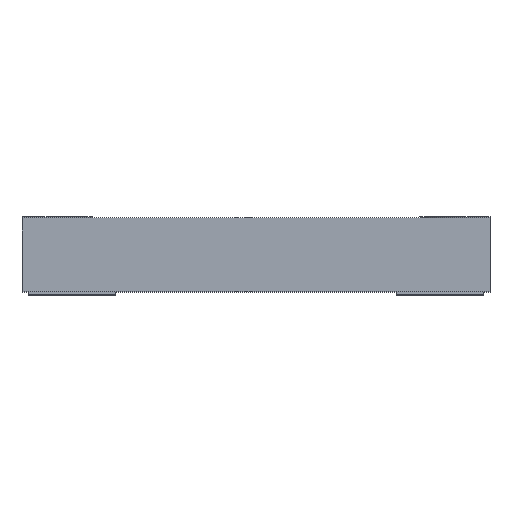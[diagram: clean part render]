
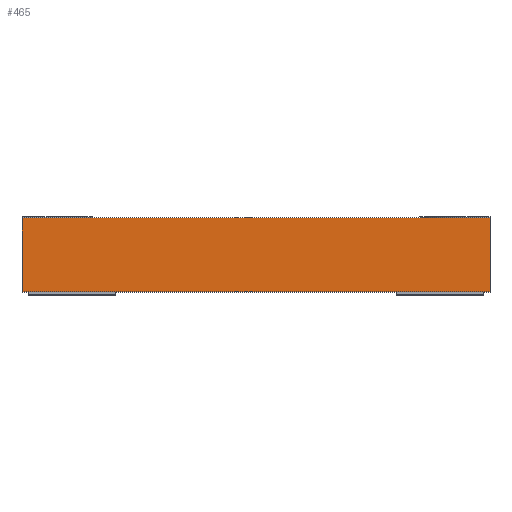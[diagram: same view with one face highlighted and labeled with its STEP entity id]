
A CAD part, top view. The second image highlights one B-rep face of the part: STEP entity #465.
In plain terms, the highlighted planar face has unit normal (0, 0, 1).
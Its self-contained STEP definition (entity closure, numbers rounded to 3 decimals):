
#6 = AXIS2_PLACEMENT_3D ( 'NONE', #674, #750, #604 ) ;
#77 = CARTESIAN_POINT ( 'NONE',  ( 2.655, 1.18, -1.166 ) ) ;
#138 = CARTESIAN_POINT ( 'NONE',  ( 2.655, 1.18, -1.166 ) ) ;
#140 = VERTEX_POINT ( 'NONE', #354 ) ;
#142 = LINE ( 'NONE', #77, #287 ) ;
#170 = EDGE_CURVE ( 'NONE', #140, #723, #142, .T. ) ;
#202 = EDGE_LOOP ( 'NONE', ( #781, #770, #223, #468 ) ) ;
#212 = LINE ( 'NONE', #540, #692 ) ;
#216 = DIRECTION ( 'NONE',  ( 1., 0., 0. ) ) ;
#223 = ORIENTED_EDGE ( 'NONE', *, *, #749, .F. ) ;
#276 = VECTOR ( 'NONE', #469, 1000. ) ;
#287 = VECTOR ( 'NONE', #408, 1000. ) ;
#300 = CARTESIAN_POINT ( 'NONE',  ( 10.155, 1.18, -1.166 ) ) ;
#303 = VERTEX_POINT ( 'NONE', #300 ) ;
#337 = CARTESIAN_POINT ( 'NONE',  ( 10.155, 0., -1.166 ) ) ;
#354 = CARTESIAN_POINT ( 'NONE',  ( 2.655, 1.18, -1.166 ) ) ;
#395 = CARTESIAN_POINT ( 'NONE',  ( 2.655, 0., -1.166 ) ) ;
#408 = DIRECTION ( 'NONE',  ( 0., -1., 0. ) ) ;
#465 = ADVANCED_FACE ( 'NONE', ( #617 ), #485, .F. ) ;
#468 = ORIENTED_EDGE ( 'NONE', *, *, #170, .T. ) ;
#469 = DIRECTION ( 'NONE',  ( 0., -1., 0. ) ) ;
#474 = DIRECTION ( 'NONE',  ( 1., 0., 0. ) ) ;
#485 = PLANE ( 'NONE',  #6 ) ;
#489 = EDGE_CURVE ( 'NONE', #723, #776, #212, .T. ) ;
#536 = VECTOR ( 'NONE', #474, 1000. ) ;
#540 = CARTESIAN_POINT ( 'NONE',  ( 2.655, 0., -1.166 ) ) ;
#543 = EDGE_CURVE ( 'NONE', #303, #776, #580, .T. ) ;
#580 = LINE ( 'NONE', #640, #276 ) ;
#604 = DIRECTION ( 'NONE',  ( -1., 0., 0. ) ) ;
#617 = FACE_OUTER_BOUND ( 'NONE', #202, .T. ) ;
#640 = CARTESIAN_POINT ( 'NONE',  ( 10.155, 1.18, -1.166 ) ) ;
#674 = CARTESIAN_POINT ( 'NONE',  ( 2.655, 1.18, -1.166 ) ) ;
#692 = VECTOR ( 'NONE', #216, 1000. ) ;
#723 = VERTEX_POINT ( 'NONE', #395 ) ;
#743 = LINE ( 'NONE', #138, #536 ) ;
#749 = EDGE_CURVE ( 'NONE', #140, #303, #743, .T. ) ;
#750 = DIRECTION ( 'NONE',  ( 0., 0., -1. ) ) ;
#770 = ORIENTED_EDGE ( 'NONE', *, *, #543, .F. ) ;
#776 = VERTEX_POINT ( 'NONE', #337 ) ;
#781 = ORIENTED_EDGE ( 'NONE', *, *, #489, .T. ) ;
